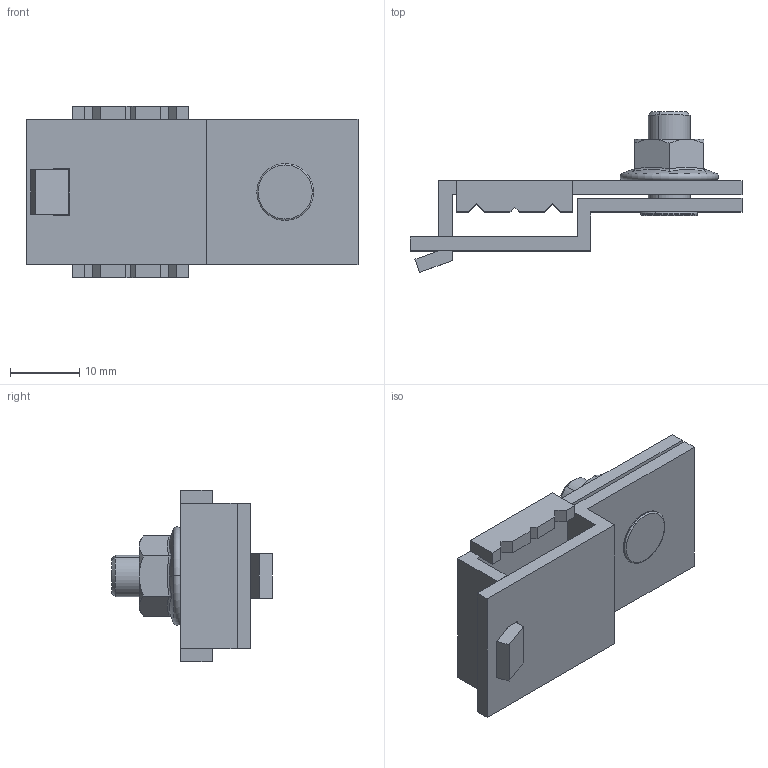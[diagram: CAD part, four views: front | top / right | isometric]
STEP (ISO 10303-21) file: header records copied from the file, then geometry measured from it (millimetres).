
FILE_DESCRIPTION((''),'2;1');
FILE_NAME('6016694_ASM','2014-08-27T',('AndreasKeweloh'),(''),'PRO/ENGINEER BY PARAMETRIC TECHNOLOGY CORPORATION, 2014000','PRO/ENGINEER BY PARAMETRIC TECHNOLOGY CORPORATION, 2014000','');
FILE_SCHEMA(('CONFIG_CONTROL_DESIGN'));
Length unit declared in the file: millimetre
Products named in the file (5): 050160; 050159_D_4_8; 050145; 009561_HEXAGON_FLANGE_NUT_DIN_6; 6016694_ASM
Assembly tree (4 placements, depth 2):
  6016694_ASM
    050160
    050159_D_4_8
    050145
    009561_HEXAGON_FLANGE_NUT_DIN_6
Bounding box: 47.9 x 23.21 x 24.8 mm (x, y, z)
Volume: 5394 mm3; surface area: 6242.1 mm2
Topology: 4 solids, 4 shells, 280 faces, 727 edges, 476 vertices
Faces by surface type: plane 176, extrusion 50, cylinder 26, cone 16, torus 6, bspline 6
Entity records: 11607 total; most frequent: CARTESIAN_POINT 4891, ORIENTED_EDGE 1454, DIRECTION 1151, EDGE_CURVE 727, VECTOR 529, LINE 479, VERTEX_POINT 476, AXIS2_PLACEMENT_3D 311
